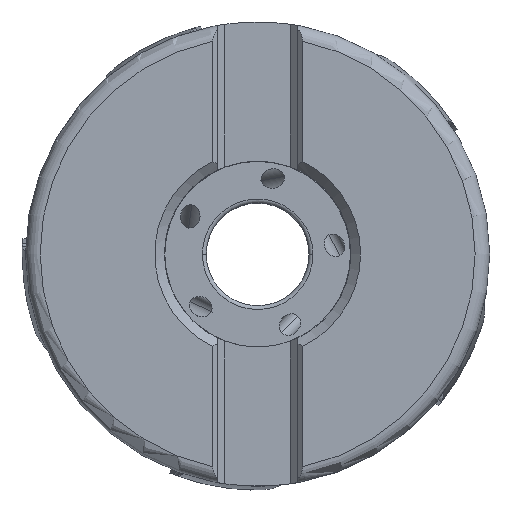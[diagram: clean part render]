
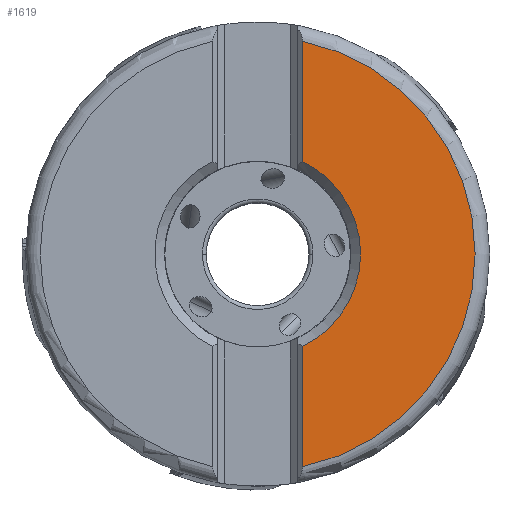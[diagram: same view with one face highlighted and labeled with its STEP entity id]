
A CAD part, top view. The second image highlights one B-rep face of the part: STEP entity #1619.
In plain terms, the highlighted planar face has unit normal (0, 0, 1).
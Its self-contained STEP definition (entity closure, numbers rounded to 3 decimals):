
#1067=PLANE('',#20348);
#1619=ADVANCED_FACE('',(#2772),#1067,.T.);
#2772=FACE_OUTER_BOUND('',#3794,.T.);
#3794=EDGE_LOOP('',(#10084,#10085,#10086,#10087,#10088,#10089));
#5020=CIRCLE('',#20342,22.313);
#5021=CIRCLE('',#20343,22.313);
#5022=CIRCLE('',#20346,10.56);
#5023=CIRCLE('',#20347,10.56);
#6230=LINE('',#35405,#7266);
#6231=LINE('',#35407,#7267);
#7266=VECTOR('',#23983,1.);
#7267=VECTOR('',#23986,1.);
#10084=ORIENTED_EDGE('',*,*,#16699,.T.);
#10085=ORIENTED_EDGE('',*,*,#16700,.F.);
#10086=ORIENTED_EDGE('',*,*,#16701,.F.);
#10087=ORIENTED_EDGE('',*,*,#16698,.T.);
#10088=ORIENTED_EDGE('',*,*,#16695,.F.);
#10089=ORIENTED_EDGE('',*,*,#16694,.F.);
#14455=VERTEX_POINT('',#35382);
#14456=VERTEX_POINT('',#35384);
#14457=VERTEX_POINT('',#35386);
#14458=VERTEX_POINT('',#35404);
#14459=VERTEX_POINT('',#35408);
#14460=VERTEX_POINT('',#35410);
#16694=EDGE_CURVE('',#14455,#14456,#5020,.T.);
#16695=EDGE_CURVE('',#14456,#14457,#5021,.T.);
#16698=EDGE_CURVE('',#14458,#14457,#6230,.T.);
#16699=EDGE_CURVE('',#14455,#14459,#6231,.T.);
#16700=EDGE_CURVE('',#14460,#14459,#5022,.T.);
#16701=EDGE_CURVE('',#14458,#14460,#5023,.T.);
#20342=AXIS2_PLACEMENT_3D('',#35383,#23977,#23978);
#20343=AXIS2_PLACEMENT_3D('',#35385,#23979,#23980);
#20346=AXIS2_PLACEMENT_3D('',#35409,#23987,#23988);
#20347=AXIS2_PLACEMENT_3D('',#35411,#23989,#23990);
#20348=AXIS2_PLACEMENT_3D('',#35412,#23991,#23992);
#23977=DIRECTION('',(0.,0.,-1.));
#23978=DIRECTION('',(0.207,0.978,0.));
#23979=DIRECTION('',(0.,0.,-1.));
#23980=DIRECTION('',(1.,0.,0.));
#23983=DIRECTION('',(0.,-1.,0.));
#23986=DIRECTION('',(0.,-1.,0.));
#23987=DIRECTION('',(0.,0.,1.));
#23988=DIRECTION('',(1.,0.,0.));
#23989=DIRECTION('',(0.,0.,1.));
#23990=DIRECTION('',(0.438,-0.899,0.));
#23991=DIRECTION('',(0.,0.,1.));
#23992=DIRECTION('',(1.,0.,0.));
#35382=CARTESIAN_POINT('',(4.62,21.829,0.));
#35383=CARTESIAN_POINT('',(0.,0.,0.));
#35384=CARTESIAN_POINT('',(22.313,0.,0.));
#35385=CARTESIAN_POINT('',(0.,0.,0.));
#35386=CARTESIAN_POINT('',(4.62,-21.829,0.));
#35404=CARTESIAN_POINT('',(4.62,-9.496,0.));
#35405=CARTESIAN_POINT('',(4.62,-9.496,0.));
#35407=CARTESIAN_POINT('',(4.62,21.829,0.));
#35408=CARTESIAN_POINT('',(4.62,9.496,0.));
#35409=CARTESIAN_POINT('',(0.,0.,0.));
#35410=CARTESIAN_POINT('',(10.56,0.,0.));
#35411=CARTESIAN_POINT('',(0.,0.,0.));
#35412=CARTESIAN_POINT('',(13.466,0.,0.));
